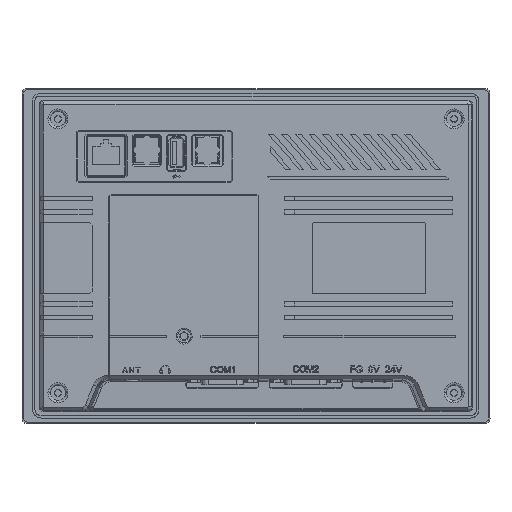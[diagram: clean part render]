
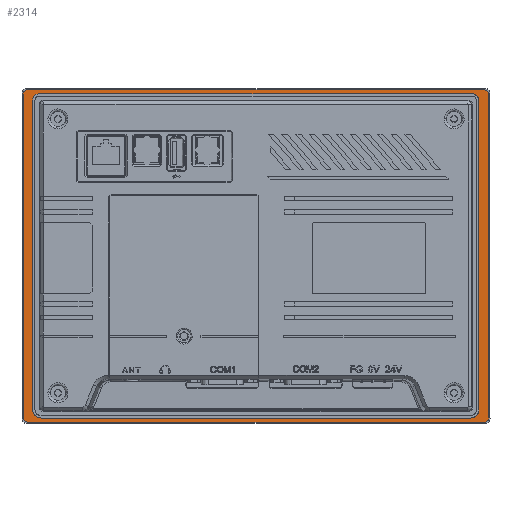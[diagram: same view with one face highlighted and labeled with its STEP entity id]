
A CAD part, top view. The second image highlights one B-rep face of the part: STEP entity #2314.
In plain terms, the highlighted planar face has unit normal (0, 0, 1).
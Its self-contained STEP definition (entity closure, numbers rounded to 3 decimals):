
#130=FACE_BOUND('',#10176,.T.);
#2314=ADVANCED_FACE('',(#6187,#130),#65916,.T.);
#6187=FACE_OUTER_BOUND('',#10175,.T.);
#10175=EDGE_LOOP('',(#23996,#23997,#23998,#23999,#24000,#24001,#24002,#24003));
#10176=EDGE_LOOP('',(#24004,#24005,#24006,#24007,#24008,#24009,#24010,#24011));
#23996=ORIENTED_EDGE('',*,*,#40394,.F.);
#23997=ORIENTED_EDGE('',*,*,#40411,.F.);
#23998=ORIENTED_EDGE('',*,*,#40412,.F.);
#23999=ORIENTED_EDGE('',*,*,#40413,.F.);
#24000=ORIENTED_EDGE('',*,*,#40399,.F.);
#24001=ORIENTED_EDGE('',*,*,#40414,.F.);
#24002=ORIENTED_EDGE('',*,*,#40415,.F.);
#24003=ORIENTED_EDGE('',*,*,#40410,.F.);
#24004=ORIENTED_EDGE('',*,*,#40416,.T.);
#24005=ORIENTED_EDGE('',*,*,#40417,.T.);
#24006=ORIENTED_EDGE('',*,*,#40407,.T.);
#24007=ORIENTED_EDGE('',*,*,#40418,.T.);
#24008=ORIENTED_EDGE('',*,*,#40400,.T.);
#24009=ORIENTED_EDGE('',*,*,#40419,.T.);
#24010=ORIENTED_EDGE('',*,*,#40420,.T.);
#24011=ORIENTED_EDGE('',*,*,#40421,.T.);
#40394=EDGE_CURVE('',#60771,#60772,#52064,.T.);
#40399=EDGE_CURVE('',#60775,#60768,#52069,.T.);
#40400=EDGE_CURVE('',#60776,#60777,#52070,.T.);
#40407=EDGE_CURVE('',#60782,#60783,#52077,.T.);
#40410=EDGE_CURVE('',#60772,#60773,#45889,.T.);
#40411=EDGE_CURVE('',#60770,#60771,#45890,.T.);
#40412=EDGE_CURVE('',#60769,#60770,#52080,.T.);
#40413=EDGE_CURVE('',#60768,#60769,#45891,.T.);
#40414=EDGE_CURVE('',#60774,#60775,#45892,.T.);
#40415=EDGE_CURVE('',#60773,#60774,#52081,.T.);
#40416=EDGE_CURVE('',#60780,#60781,#52082,.T.);
#40417=EDGE_CURVE('',#60781,#60782,#45893,.T.);
#40418=EDGE_CURVE('',#60783,#60776,#45894,.T.);
#40419=EDGE_CURVE('',#60777,#60778,#45895,.T.);
#40420=EDGE_CURVE('',#60778,#60779,#52083,.T.);
#40421=EDGE_CURVE('',#60779,#60780,#45896,.T.);
#45889=(
BOUNDED_CURVE()
B_SPLINE_CURVE(2,(#119320,#119321,#119322),.UNSPECIFIED.,.F.,.F.)
B_SPLINE_CURVE_WITH_KNOTS((3,3),(-3.142,0.),.UNSPECIFIED.)
CURVE()
GEOMETRIC_REPRESENTATION_ITEM()
RATIONAL_B_SPLINE_CURVE((1.,0.707,1.))
REPRESENTATION_ITEM('')
);
#45890=(
BOUNDED_CURVE()
B_SPLINE_CURVE(2,(#119323,#119324,#119325),.UNSPECIFIED.,.F.,.F.)
B_SPLINE_CURVE_WITH_KNOTS((3,3),(-3.142,0.),.UNSPECIFIED.)
CURVE()
GEOMETRIC_REPRESENTATION_ITEM()
RATIONAL_B_SPLINE_CURVE((1.,0.707,1.))
REPRESENTATION_ITEM('')
);
#45891=(
BOUNDED_CURVE()
B_SPLINE_CURVE(2,(#119328,#119329,#119330),.UNSPECIFIED.,.F.,.F.)
B_SPLINE_CURVE_WITH_KNOTS((3,3),(-3.142,0.),.UNSPECIFIED.)
CURVE()
GEOMETRIC_REPRESENTATION_ITEM()
RATIONAL_B_SPLINE_CURVE((1.,0.707,1.))
REPRESENTATION_ITEM('')
);
#45892=(
BOUNDED_CURVE()
B_SPLINE_CURVE(2,(#119331,#119332,#119333),.UNSPECIFIED.,.F.,.F.)
B_SPLINE_CURVE_WITH_KNOTS((3,3),(-3.142,0.),.UNSPECIFIED.)
CURVE()
GEOMETRIC_REPRESENTATION_ITEM()
RATIONAL_B_SPLINE_CURVE((1.,0.707,1.))
REPRESENTATION_ITEM('')
);
#45893=(
BOUNDED_CURVE()
B_SPLINE_CURVE(2,(#119338,#119339,#119340),.UNSPECIFIED.,.F.,.F.)
B_SPLINE_CURVE_WITH_KNOTS((3,3),(0.,5.96),.UNSPECIFIED.)
CURVE()
GEOMETRIC_REPRESENTATION_ITEM()
RATIONAL_B_SPLINE_CURVE((1.,0.707,1.))
REPRESENTATION_ITEM('')
);
#45894=(
BOUNDED_CURVE()
B_SPLINE_CURVE(2,(#119341,#119342,#119343),.UNSPECIFIED.,.F.,.F.)
B_SPLINE_CURVE_WITH_KNOTS((3,3),(0.,4.347),.UNSPECIFIED.)
CURVE()
GEOMETRIC_REPRESENTATION_ITEM()
RATIONAL_B_SPLINE_CURVE((1.,0.707,1.))
REPRESENTATION_ITEM('')
);
#45895=(
BOUNDED_CURVE()
B_SPLINE_CURVE(2,(#119344,#119345,#119346),.UNSPECIFIED.,.F.,.F.)
B_SPLINE_CURVE_WITH_KNOTS((3,3),(0.,4.685),.UNSPECIFIED.)
CURVE()
GEOMETRIC_REPRESENTATION_ITEM()
RATIONAL_B_SPLINE_CURVE((1.,0.707,1.))
REPRESENTATION_ITEM('')
);
#45896=(
BOUNDED_CURVE()
B_SPLINE_CURVE(2,(#119349,#119350,#119351),.UNSPECIFIED.,.F.,.F.)
B_SPLINE_CURVE_WITH_KNOTS((3,3),(0.,5.936),.UNSPECIFIED.)
CURVE()
GEOMETRIC_REPRESENTATION_ITEM()
RATIONAL_B_SPLINE_CURVE((1.,0.707,1.))
REPRESENTATION_ITEM('')
);
#52064=B_SPLINE_CURVE_WITH_KNOTS('',1,(#119288,#119289),.UNSPECIFIED.,.F.,
 .F.,(2,2),(0.,142.158),.UNSPECIFIED.);
#52069=B_SPLINE_CURVE_WITH_KNOTS('',1,(#119298,#119299),.UNSPECIFIED.,.F.,
 .F.,(2,2),(0.,142.158),.UNSPECIFIED.);
#52070=B_SPLINE_CURVE_WITH_KNOTS('',1,(#119300,#119301),.UNSPECIFIED.,.F.,
 .F.,(2,2),(-190.501,0.),.UNSPECIFIED.);
#52077=B_SPLINE_CURVE_WITH_KNOTS('',1,(#119314,#119315),.UNSPECIFIED.,.F.,
 .F.,(2,2),(-136.019,0.),.UNSPECIFIED.);
#52080=B_SPLINE_CURVE_WITH_KNOTS('',1,(#119326,#119327),.UNSPECIFIED.,.F.,
 .F.,(2,2),(-200.807,0.),.UNSPECIFIED.);
#52081=B_SPLINE_CURVE_WITH_KNOTS('',1,(#119334,#119335),.UNSPECIFIED.,.F.,
 .F.,(2,2),(-200.807,0.),.UNSPECIFIED.);
#52082=B_SPLINE_CURVE_WITH_KNOTS('',1,(#119336,#119337),.UNSPECIFIED.,.F.,
 .F.,(2,2),(0.,188.677),.UNSPECIFIED.);
#52083=B_SPLINE_CURVE_WITH_KNOTS('',1,(#119347,#119348),.UNSPECIFIED.,.F.,
 .F.,(2,2),(0.,135.819),.UNSPECIFIED.);
#60768=VERTEX_POINT('',#99743);
#60769=VERTEX_POINT('',#99744);
#60770=VERTEX_POINT('',#99745);
#60771=VERTEX_POINT('',#99746);
#60772=VERTEX_POINT('',#99747);
#60773=VERTEX_POINT('',#99748);
#60774=VERTEX_POINT('',#99749);
#60775=VERTEX_POINT('',#99750);
#60776=VERTEX_POINT('',#99751);
#60777=VERTEX_POINT('',#99752);
#60778=VERTEX_POINT('',#99753);
#60779=VERTEX_POINT('',#99754);
#60780=VERTEX_POINT('',#99755);
#60781=VERTEX_POINT('',#99756);
#60782=VERTEX_POINT('',#99757);
#60783=VERTEX_POINT('',#99758);
#65916=PLANE('',#69748);
#69748=AXIS2_PLACEMENT_3D('',#84044,#72853,$);
#72853=DIRECTION('',(0.,0.,1.));
#84044=CARTESIAN_POINT('',(188.719,-371.755,-54.481));
#99743=CARTESIAN_POINT('',(168.178,-355.079,-54.481));
#99744=CARTESIAN_POINT('',(166.178,-357.079,-54.481));
#99745=CARTESIAN_POINT('',(-34.629,-357.079,-54.481));
#99746=CARTESIAN_POINT('',(-36.629,-355.079,-54.481));
#99747=CARTESIAN_POINT('',(-36.629,-212.921,-54.481));
#99748=CARTESIAN_POINT('',(-34.629,-210.921,-54.481));
#99749=CARTESIAN_POINT('',(166.178,-210.921,-54.481));
#99750=CARTESIAN_POINT('',(168.178,-212.921,-54.481));
#99751=CARTESIAN_POINT('',(-29.695,-212.685,-54.481));
#99752=CARTESIAN_POINT('',(160.806,-212.685,-54.481));
#99753=CARTESIAN_POINT('',(163.789,-215.667,-54.481));
#99754=CARTESIAN_POINT('',(163.789,-351.486,-54.481));
#99755=CARTESIAN_POINT('',(160.01,-355.265,-54.481));
#99756=CARTESIAN_POINT('',(-28.668,-355.265,-54.481));
#99757=CARTESIAN_POINT('',(-32.462,-351.471,-54.481));
#99758=CARTESIAN_POINT('',(-32.462,-215.452,-54.481));
#119288=CARTESIAN_POINT('',(-36.629,-355.079,-54.481));
#119289=CARTESIAN_POINT('',(-36.629,-212.921,-54.481));
#119298=CARTESIAN_POINT('',(168.178,-212.921,-54.481));
#119299=CARTESIAN_POINT('',(168.178,-355.079,-54.481));
#119300=CARTESIAN_POINT('',(-29.695,-212.685,-54.481));
#119301=CARTESIAN_POINT('',(160.806,-212.685,-54.481));
#119314=CARTESIAN_POINT('',(-32.462,-351.471,-54.481));
#119315=CARTESIAN_POINT('',(-32.462,-215.452,-54.481));
#119320=CARTESIAN_POINT('',(-36.629,-212.921,-54.481));
#119321=CARTESIAN_POINT('',(-36.629,-210.921,-54.481));
#119322=CARTESIAN_POINT('',(-34.629,-210.921,-54.481));
#119323=CARTESIAN_POINT('',(-34.629,-357.079,-54.481));
#119324=CARTESIAN_POINT('',(-36.629,-357.079,-54.481));
#119325=CARTESIAN_POINT('',(-36.629,-355.079,-54.481));
#119326=CARTESIAN_POINT('',(166.178,-357.079,-54.481));
#119327=CARTESIAN_POINT('',(-34.629,-357.079,-54.481));
#119328=CARTESIAN_POINT('',(168.178,-355.079,-54.481));
#119329=CARTESIAN_POINT('',(168.178,-357.079,-54.481));
#119330=CARTESIAN_POINT('',(166.178,-357.079,-54.481));
#119331=CARTESIAN_POINT('',(166.178,-210.921,-54.481));
#119332=CARTESIAN_POINT('',(168.178,-210.921,-54.481));
#119333=CARTESIAN_POINT('',(168.178,-212.921,-54.481));
#119334=CARTESIAN_POINT('',(-34.629,-210.921,-54.481));
#119335=CARTESIAN_POINT('',(166.178,-210.921,-54.481));
#119336=CARTESIAN_POINT('',(160.01,-355.265,-54.481));
#119337=CARTESIAN_POINT('',(-28.668,-355.265,-54.481));
#119338=CARTESIAN_POINT('',(-28.668,-355.265,-54.481));
#119339=CARTESIAN_POINT('',(-32.462,-355.265,-54.481));
#119340=CARTESIAN_POINT('',(-32.462,-351.471,-54.481));
#119341=CARTESIAN_POINT('',(-32.462,-215.452,-54.481));
#119342=CARTESIAN_POINT('',(-32.462,-212.685,-54.481));
#119343=CARTESIAN_POINT('',(-29.695,-212.685,-54.481));
#119344=CARTESIAN_POINT('',(160.806,-212.685,-54.481));
#119345=CARTESIAN_POINT('',(163.789,-212.685,-54.481));
#119346=CARTESIAN_POINT('',(163.789,-215.667,-54.481));
#119347=CARTESIAN_POINT('',(163.789,-215.667,-54.481));
#119348=CARTESIAN_POINT('',(163.789,-351.486,-54.481));
#119349=CARTESIAN_POINT('',(163.789,-351.486,-54.481));
#119350=CARTESIAN_POINT('',(163.789,-355.265,-54.481));
#119351=CARTESIAN_POINT('',(160.01,-355.265,-54.481));
